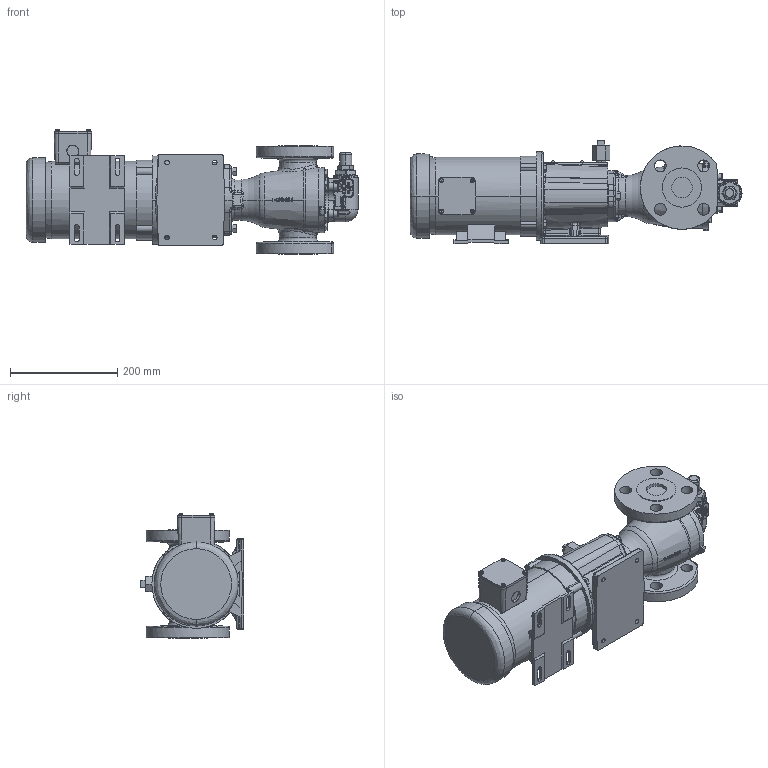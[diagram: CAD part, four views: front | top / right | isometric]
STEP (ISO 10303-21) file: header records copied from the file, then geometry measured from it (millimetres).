
FILE_DESCRIPTION (( 'STEP AP214' ), '1' );
FILE_NAME ('HV-4105.STEP', '2019-12-04T19:59:08', ( '' ), ( '' ), 'SwSTEP 2.0', 'SolidWorks 2018', '' );
FILE_SCHEMA (( 'AUTOMOTIVE_DESIGN' ));
Length unit declared in the file: inch
Products named in the file (1): HV-4105
Bounding box: 619.48 x 193.25 x 233.13 mm (x, y, z)
Volume: 9441248.5 mm3; surface area: 528686.8 mm2
Topology: 1 solids, 1 shells, 6929 faces, 18240 edges, 11865 vertices
Faces by surface type: plane 4389, bspline 1762, cylinder 401, cone 222, torus 93, sphere 62
Entity records: 319103 total; most frequent: CARTESIAN_POINT 127165, ORIENTED_EDGE 36360, DIRECTION 25834, EDGE_CURVE 18180, LINE 12568, VECTOR 12568, VERTEX_POINT 11857, EDGE_LOOP 7591
